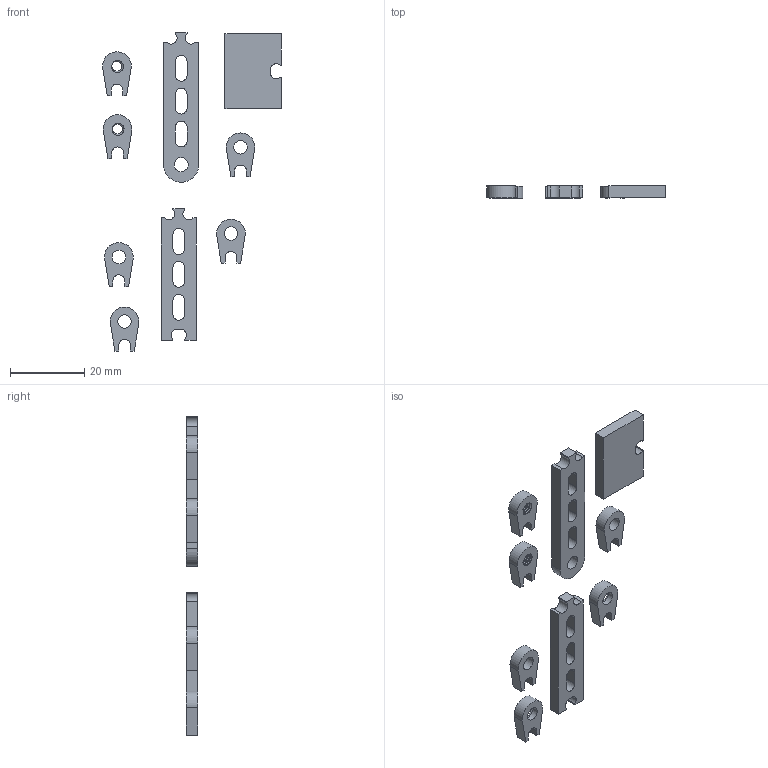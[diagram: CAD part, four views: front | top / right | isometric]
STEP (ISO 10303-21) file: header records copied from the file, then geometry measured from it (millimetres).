
FILE_DESCRIPTION(/* description */ (''),/* implementation_level */ '2;1');
FILE_NAME(/* name */ 'arm CAM v9.step',/* time_stamp */ '2017-08-20T11:53:35-07:00',/* author */ (''),/* organization */ (''),/* preprocessor_version */ 'ST-DEVELOPER v16.13',/* originating_system */ 'Autodesk Translation Framework v6.1.1.50',/* authorisation */ '');
FILE_SCHEMA (('AUTOMOTIVE_DESIGN { 1 0 10303 214 3 1 1 }'));
Length unit declared in the file: inch
Products named in the file (7): arm CAM v9; upperarm; forearm; Component6; Component5; Component7; elbow (1)
Assembly tree (9 placements, depth 2):
  arm CAM v9
    upperarm
    forearm
    Component5  x2
    Component6
    Component7  x2
    elbow (1)  x2
Bounding box: 48.29 x 3.18 x 85.92 mm (x, y, z)
Volume: 3601.6 mm3; surface area: 4628 mm2
Topology: 9 solids, 9 shells, 156 faces, 399 edges, 266 vertices
Faces by surface type: plane 102, cylinder 50, bspline 4
Full cylindrical faces by diameter (mm): 3.683 x4, 3.81 x1, 6.731 x2
Entity records: 4374 total; most frequent: CARTESIAN_POINT 1228, DIRECTION 636, ORIENTED_EDGE 604, EDGE_CURVE 302, LINE 216, VECTOR 216, AXIS2_PLACEMENT_3D 210, VERTEX_POINT 204
